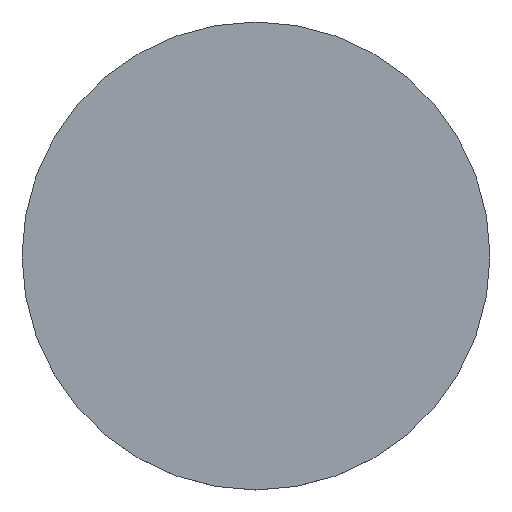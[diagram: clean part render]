
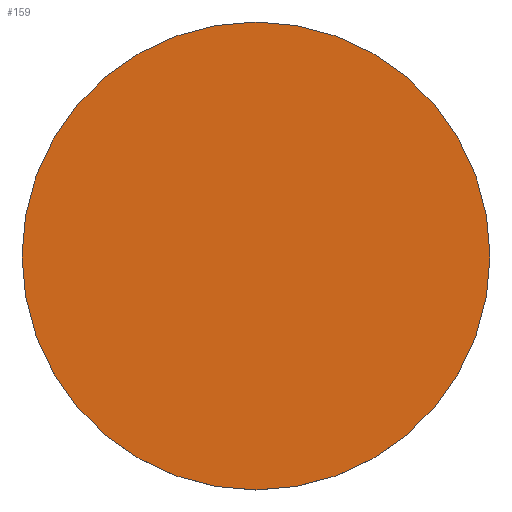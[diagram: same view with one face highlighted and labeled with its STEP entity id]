
A CAD part, top view. The second image highlights one B-rep face of the part: STEP entity #159.
In plain terms, the highlighted planar face has unit normal (0, 0, 1).
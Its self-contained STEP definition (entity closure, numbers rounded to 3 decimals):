
#9 = CARTESIAN_POINT ( 'NONE',  ( 37.5, 0., 3. ) ) ;
#21 = DIRECTION ( 'NONE',  ( 1., 0., 0. ) ) ;
#48 = CARTESIAN_POINT ( 'NONE',  ( 0., 0., 3. ) ) ;
#50 = ORIENTED_EDGE ( 'NONE', *, *, #151, .T. ) ;
#61 = DIRECTION ( 'NONE',  ( 1., 0., 0. ) ) ;
#68 = DIRECTION ( 'NONE',  ( 0., 0., 1. ) ) ;
#73 = FACE_OUTER_BOUND ( 'NONE', #98, .T. ) ;
#78 = PLANE ( 'NONE',  #101 ) ;
#92 = DIRECTION ( 'NONE',  ( 1., 0., 0. ) ) ;
#98 = EDGE_LOOP ( 'NONE', ( #100, #50 ) ) ;
#99 = CIRCLE ( 'NONE', #122, 37.5 ) ;
#100 = ORIENTED_EDGE ( 'NONE', *, *, #129, .T. ) ;
#101 = AXIS2_PLACEMENT_3D ( 'NONE', #118, #148, #61 ) ;
#104 = CARTESIAN_POINT ( 'NONE',  ( -37.5, 0., 3. ) ) ;
#108 = CARTESIAN_POINT ( 'NONE',  ( 0., 0., 3. ) ) ;
#118 = CARTESIAN_POINT ( 'NONE',  ( 0., 0., 3. ) ) ;
#120 = DIRECTION ( 'NONE',  ( 0., 0., 1. ) ) ;
#121 = VERTEX_POINT ( 'NONE', #104 ) ;
#122 = AXIS2_PLACEMENT_3D ( 'NONE', #108, #68, #92 ) ;
#129 = EDGE_CURVE ( 'NONE', #121, #142, #167, .T. ) ;
#141 = AXIS2_PLACEMENT_3D ( 'NONE', #48, #120, #21 ) ;
#142 = VERTEX_POINT ( 'NONE', #9 ) ;
#148 = DIRECTION ( 'NONE',  ( 0., 0., 1. ) ) ;
#151 = EDGE_CURVE ( 'NONE', #142, #121, #99, .T. ) ;
#159 = ADVANCED_FACE ( 'NONE', ( #73 ), #78, .T. ) ;
#167 = CIRCLE ( 'NONE', #141, 37.5 ) ;
